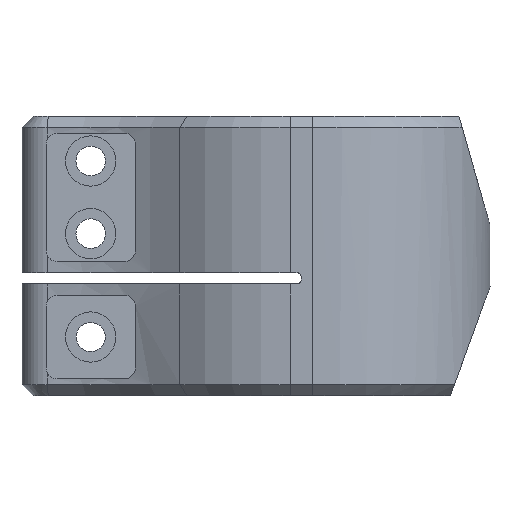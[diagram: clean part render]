
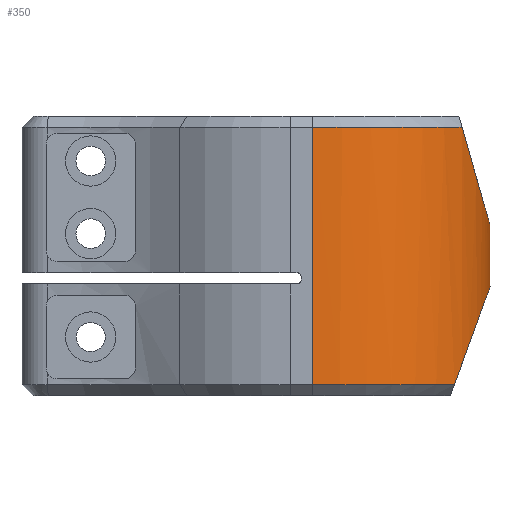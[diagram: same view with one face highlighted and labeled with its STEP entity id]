
A CAD part, front view. The second image highlights one B-rep face of the part: STEP entity #350.
In plain terms, the highlighted cylindrical face has radius 31.75 mm (diameter 63.5 mm), a partial arc.
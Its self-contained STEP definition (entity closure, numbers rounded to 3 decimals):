
#23 = DIRECTION ( 'NONE',  ( 0., 0., 1. ) ) ;
#147 = CARTESIAN_POINT ( 'NONE',  ( 27.378, -19.079, 2. ) ) ;
#308 = EDGE_CURVE ( 'NONE', #2208, #1679, #2387, .T. ) ;
#310 = ORIENTED_EDGE ( 'NONE', *, *, #308, .F. ) ;
#319 = VERTEX_POINT ( 'NONE', #675 ) ;
#333 = DIRECTION ( 'NONE',  ( 1., 0., 0. ) ) ;
#350 = ADVANCED_FACE ( 'NONE', ( #1749 ), #2278, .T. ) ;
#359 = CIRCLE ( 'NONE', #1548, 31.75 ) ;
#370 = DIRECTION ( 'NONE',  ( 1., 0., 0. ) ) ;
#379 = CARTESIAN_POINT ( 'NONE',  ( 28.769, -17.073, 48. ) ) ;
#444 = DIRECTION ( 'NONE',  ( 0., 0., -1. ) ) ;
#507 = EDGE_CURVE ( 'NONE', #870, #319, #2918, .T. ) ;
#536 = CARTESIAN_POINT ( 'NONE',  ( 2., 0., 48. ) ) ;
#638 = CARTESIAN_POINT ( 'NONE',  ( 36.202, -7.342, 26.244 ) ) ;
#675 = CARTESIAN_POINT ( 'NONE',  ( 2., 31.75, 2. ) ) ;
#760 = EDGE_CURVE ( 'NONE', #1167, #1679, #1779, .T. ) ;
#814 = ORIENTED_EDGE ( 'NONE', *, *, #1506, .T. ) ;
#870 = VERTEX_POINT ( 'NONE', #3410 ) ;
#920 = CARTESIAN_POINT ( 'NONE',  ( 36.202, 7.342, 26.244 ) ) ;
#964 = CARTESIAN_POINT ( 'NONE',  ( 2., -31.75, 50. ) ) ;
#1052 = DIRECTION ( 'NONE',  ( 1., 0., 0. ) ) ;
#1094 = VERTEX_POINT ( 'NONE', #2943 ) ;
#1167 = VERTEX_POINT ( 'NONE', #2330 ) ;
#1209 = CARTESIAN_POINT ( 'NONE',  ( 35.604, 6.356, 23.976 ) ) ;
#1271 = AXIS2_PLACEMENT_3D ( 'NONE', #2784, #444, #2520 ) ;
#1323 = AXIS2_PLACEMENT_3D ( 'NONE', #3002, #2468, #2166 ) ;
#1332 = EDGE_CURVE ( 'NONE', #1094, #2989, #3418, .T. ) ;
#1349 = ORIENTED_EDGE ( 'NONE', *, *, #507, .F. ) ;
#1367 = CARTESIAN_POINT ( 'NONE',  ( 2., 0., 48. ) ) ;
#1402 = VECTOR ( 'NONE', #2047, 1000. ) ;
#1406 = ORIENTED_EDGE ( 'NONE', *, *, #1482, .T. ) ;
#1467 = CARTESIAN_POINT ( 'NONE',  ( 35.604, -6.356, 23.976 ) ) ;
#1482 = EDGE_CURVE ( 'NONE', #2208, #319, #2835, .T. ) ;
#1506 = EDGE_CURVE ( 'NONE', #870, #3324, #359, .T. ) ;
#1548 = AXIS2_PLACEMENT_3D ( 'NONE', #1367, #2710, #333 ) ;
#1571 = CARTESIAN_POINT ( 'NONE',  ( 28.769, 17.073, 48. ) ) ;
#1647 = CARTESIAN_POINT ( 'NONE',  ( 27.378, 19.079, 2. ) ) ;
#1679 = VERTEX_POINT ( 'NONE', #2691 ) ;
#1749 = FACE_OUTER_BOUND ( 'NONE', #3303, .T. ) ;
#1778 = CARTESIAN_POINT ( 'NONE',  ( 27.378, 19.079, 2. ) ) ;
#1779 = CIRCLE ( 'NONE', #3367, 31.75 ) ;
#1840 = DIRECTION ( 'NONE',  ( 0., 0., -1. ) ) ;
#1887 = AXIS2_PLACEMENT_3D ( 'NONE', #536, #2194, #1052 ) ;
#2027 = CARTESIAN_POINT ( 'NONE',  ( 2., 0., 2. ) ) ;
#2047 = DIRECTION ( 'NONE',  ( 0., 0., -1. ) ) ;
#2104 = VECTOR ( 'NONE', #1840, 1000. ) ;
#2166 = DIRECTION ( 'NONE',  ( 1., 0., 0. ) ) ;
#2194 = DIRECTION ( 'NONE',  ( 0., 0., -1. ) ) ;
#2208 = VERTEX_POINT ( 'NONE', #1647 ) ;
#2278 = CYLINDRICAL_SURFACE ( 'NONE', #1271, 31.75 ) ;
#2283 = ORIENTED_EDGE ( 'NONE', *, *, #2892, .T. ) ;
#2330 = CARTESIAN_POINT ( 'NONE',  ( 2., -31.75, 2. ) ) ;
#2346 = ORIENTED_EDGE ( 'NONE', *, *, #760, .T. ) ;
#2352 = EDGE_CURVE ( 'NONE', #1094, #3324, #2983, .T. ) ;
#2376 = CARTESIAN_POINT ( 'NONE',  ( 2., -31.75, 48. ) ) ;
#2387 =( BOUNDED_CURVE ( )  B_SPLINE_CURVE ( 3, ( #1778, #920, #638, #147 ),
 .UNSPECIFIED., .F., .T. ) 
 B_SPLINE_CURVE_WITH_KNOTS ( ( 4, 4 ),
 ( 2.497, 3.786 ),
 .UNSPECIFIED. ) 
 CURVE ( )  GEOMETRIC_REPRESENTATION_ITEM ( )  RATIONAL_B_SPLINE_CURVE ( ( 1., 0.866, 0.866, 1. ) ) 
 REPRESENTATION_ITEM ( '' )  );
#2468 = DIRECTION ( 'NONE',  ( 0., 0., 1. ) ) ;
#2520 = DIRECTION ( 'NONE',  ( -1., 0., 0. ) ) ;
#2528 = CARTESIAN_POINT ( 'NONE',  ( 28.769, 17.073, 48. ) ) ;
#2654 = CARTESIAN_POINT ( 'NONE',  ( 2., 31.75, 50. ) ) ;
#2691 = CARTESIAN_POINT ( 'NONE',  ( 27.378, -19.079, 2. ) ) ;
#2704 = ORIENTED_EDGE ( 'NONE', *, *, #1332, .T. ) ;
#2710 = DIRECTION ( 'NONE',  ( 0., 0., -1. ) ) ;
#2784 = CARTESIAN_POINT ( 'NONE',  ( 2., 0., 50. ) ) ;
#2835 = CIRCLE ( 'NONE', #1323, 31.75 ) ;
#2870 = LINE ( 'NONE', #964, #1402 ) ;
#2892 = EDGE_CURVE ( 'NONE', #2989, #1167, #2870, .T. ) ;
#2918 = LINE ( 'NONE', #2654, #2104 ) ;
#2943 = CARTESIAN_POINT ( 'NONE',  ( 28.769, -17.073, 48. ) ) ;
#2983 =( BOUNDED_CURVE ( )  B_SPLINE_CURVE ( 3, ( #379, #1467, #1209, #2528 ),
 .UNSPECIFIED., .F., .T. ) 
 B_SPLINE_CURVE_WITH_KNOTS ( ( 4, 4 ),
 ( 5.715, 6.851 ),
 .UNSPECIFIED. ) 
 CURVE ( )  GEOMETRIC_REPRESENTATION_ITEM ( )  RATIONAL_B_SPLINE_CURVE ( ( 1., 0.895, 0.895, 1. ) ) 
 REPRESENTATION_ITEM ( '' )  );
#2989 = VERTEX_POINT ( 'NONE', #2376 ) ;
#3002 = CARTESIAN_POINT ( 'NONE',  ( 2., 0., 2. ) ) ;
#3303 = EDGE_LOOP ( 'NONE', ( #310, #1406, #1349, #814, #3461, #2704, #2283, #2346 ) ) ;
#3324 = VERTEX_POINT ( 'NONE', #1571 ) ;
#3367 = AXIS2_PLACEMENT_3D ( 'NONE', #2027, #23, #370 ) ;
#3410 = CARTESIAN_POINT ( 'NONE',  ( 2., 31.75, 48. ) ) ;
#3418 = CIRCLE ( 'NONE', #1887, 31.75 ) ;
#3461 = ORIENTED_EDGE ( 'NONE', *, *, #2352, .F. ) ;
